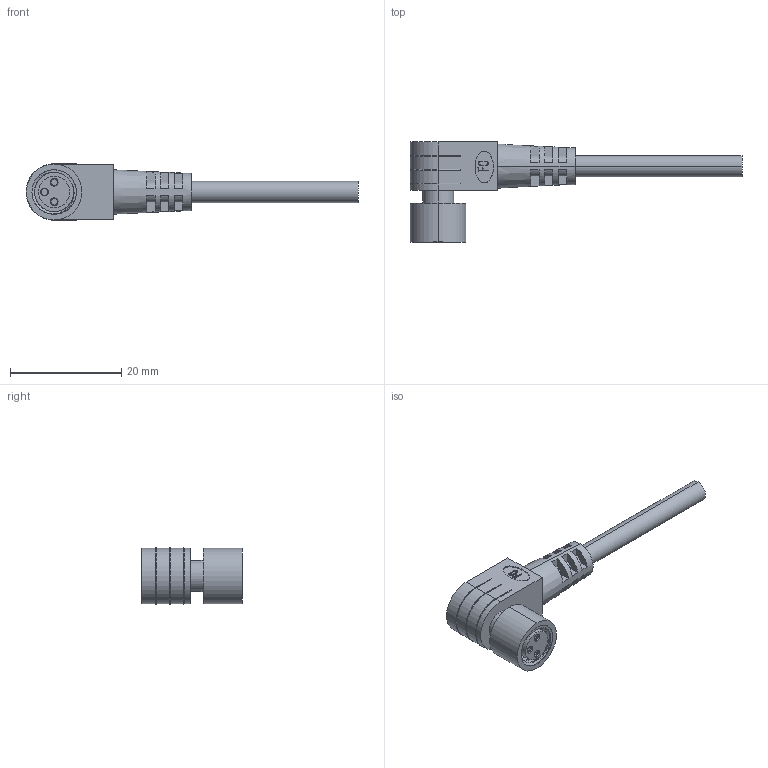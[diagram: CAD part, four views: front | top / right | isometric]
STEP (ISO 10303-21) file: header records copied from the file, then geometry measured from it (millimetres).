
FILE_DESCRIPTION (( 'STEP AP203' ), '1' );
FILE_NAME ('P37.STEP', '2020-03-30T07:50:20', ( 'edpusr' ), ( 'Microsoft' ), 'SwSTEP 2.0', 'SolidWorks 2015', '' );
FILE_SCHEMA (( 'CONFIG_CONTROL_DESIGN' ));
Length unit declared in the file: millimetre
Products named in the file (1): P37
Bounding box: 59.7 x 18 x 10.13 mm (x, y, z)
Volume: 2500 mm3; surface area: 2625.4 mm2
Topology: 2 solids, 2 shells, 239 faces, 594 edges, 389 vertices
Faces by surface type: plane 134, bspline 50, cylinder 47, cone 8
Entity records: 9826 total; most frequent: CARTESIAN_POINT 4320, ORIENTED_EDGE 1188, DIRECTION 996, EDGE_CURVE 594, VERTEX_POINT 389, VECTOR 348, LINE 348, AXIS2_PLACEMENT_3D 324
